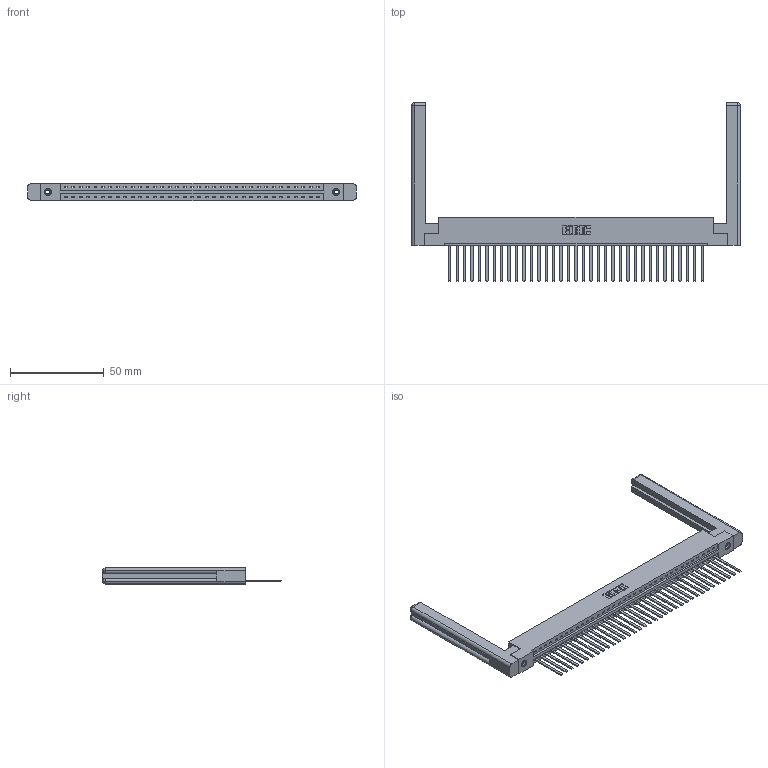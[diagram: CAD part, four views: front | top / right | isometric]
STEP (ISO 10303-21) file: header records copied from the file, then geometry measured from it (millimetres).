
FILE_DESCRIPTION (( 'STEP AP203' ), '1' );
FILE_NAME ('337-035-544-158.STEP', '2019-10-01T13:19:23', ( '' ), ( '' ), 'SwSTEP 2.0', 'SolidWorks 2016', '' );
FILE_SCHEMA (( 'CONFIG_CONTROL_DESIGN' ));
Length unit declared in the file: inch
Products named in the file (5): 345-292-001_345-293-144; 345-250-001_345-250-001-102; 307-220-058; 337 Part_Flush Mounting Lugs - 0.156 Dia-TI; 337-035-544-158
Assembly tree (40 placements, depth 2):
  337-035-544-158
    337 Part_Flush Mounting Lugs - 0.156 Dia-TI
    345-292-001_345-293-144  x35
    345-250-001_345-250-001-102  x2
    307-220-058  x2
Bounding box: 175.31 x 95.38 x 9.4 mm (x, y, z)
Volume: 25700.5 mm3; surface area: 25664.3 mm2
Topology: 40 solids, 40 shells, 2216 faces, 6615 edges, 4350 vertices
Faces by surface type: plane 1624, cylinder 568, cone 12, torus 12
Entity records: 29372 total; most frequent: CARTESIAN_POINT 5114, ORIENTED_EDGE 5024, DIRECTION 4334, EDGE_CURVE 2512, LINE 2340, VECTOR 2340, VERTEX_POINT 1666, AXIS2_PLACEMENT_3D 997
